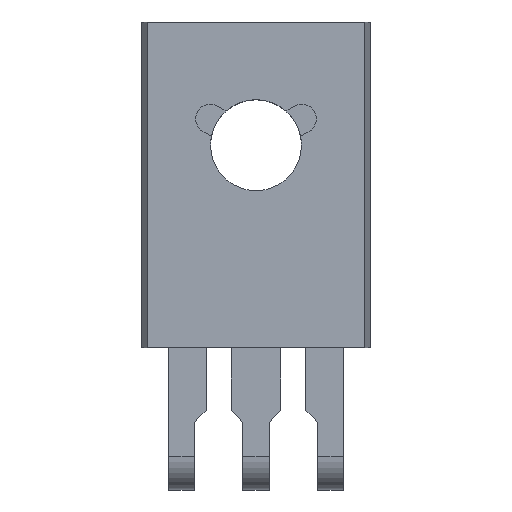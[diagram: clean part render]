
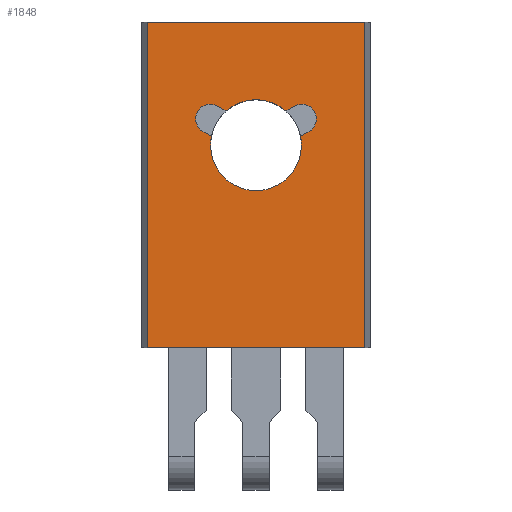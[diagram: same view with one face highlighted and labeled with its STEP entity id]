
A CAD part, top view. The second image highlights one B-rep face of the part: STEP entity #1848.
In plain terms, the highlighted planar face has unit normal (0, 0, 1).
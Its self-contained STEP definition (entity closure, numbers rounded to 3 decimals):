
#1431=CARTESIAN_POINT('',(-1.55,11.43,3.0));
#1432=VERTEX_POINT('',#1431);
#1448=CARTESIAN_POINT('',(1.55,11.43,3.0));
#1449=VERTEX_POINT('',#1448);
#1456=CARTESIAN_POINT('',(1.521,11.731,3.0));
#1457=VERTEX_POINT('',#1456);
#1458=CARTESIAN_POINT('',(0.0,11.43,3.0));
#1459=DIRECTION('',(0.0,0.0,-1.0));
#1460=DIRECTION('',(-1.0,0.0,0.0));
#1461=AXIS2_PLACEMENT_3D('',#1458,#1459,#1460);
#1462=CIRCLE('',#1461,1.55);
#1463=EDGE_CURVE('',#1457,#1449,#1462,.T.);
#1482=CARTESIAN_POINT('',(1.021,12.597,3.0));
#1483=VERTEX_POINT('',#1482);
#1490=CARTESIAN_POINT('',(-1.021,12.597,3.0));
#1491=VERTEX_POINT('',#1490);
#1492=CARTESIAN_POINT('',(0.0,11.43,3.0));
#1493=DIRECTION('',(0.0,0.0,-1.0));
#1494=DIRECTION('',(-1.0,0.0,0.0));
#1495=AXIS2_PLACEMENT_3D('',#1492,#1493,#1494);
#1496=CIRCLE('',#1495,1.55);
#1497=EDGE_CURVE('',#1491,#1483,#1496,.T.);
#1516=CARTESIAN_POINT('',(-1.521,11.731,3.0));
#1517=VERTEX_POINT('',#1516);
#1524=CARTESIAN_POINT('',(0.0,11.43,3.0));
#1525=DIRECTION('',(0.0,0.0,-1.0));
#1526=DIRECTION('',(-1.0,0.0,0.0));
#1527=AXIS2_PLACEMENT_3D('',#1524,#1525,#1526);
#1528=CIRCLE('',#1527,1.55);
#1529=EDGE_CURVE('',#1432,#1517,#1528,.T.);
#1687=CARTESIAN_POINT('',(3.7,15.63,3.0));
#1688=VERTEX_POINT('',#1687);
#1695=CARTESIAN_POINT('',(3.7,4.53,3.0));
#1696=VERTEX_POINT('',#1695);
#1697=CARTESIAN_POINT('',(3.7,15.63,3.0));
#1698=DIRECTION('',(0.0,-1.0,0.0));
#1699=VECTOR('',#1698,11.1);
#1700=LINE('',#1697,#1699);
#1701=EDGE_CURVE('',#1688,#1696,#1700,.T.);
#1726=CARTESIAN_POINT('',(-3.7,4.53,3.0));
#1727=VERTEX_POINT('',#1726);
#1728=CARTESIAN_POINT('',(-3.7,4.53,3.0));
#1729=DIRECTION('',(1.0,0.0,0.0));
#1730=VECTOR('',#1729,7.4);
#1731=LINE('',#1728,#1730);
#1732=EDGE_CURVE('',#1727,#1696,#1731,.T.);
#1767=CARTESIAN_POINT('',(0.,10.08,3.0));
#1768=DIRECTION('',(0.0,0.0,1.0));
#1769=DIRECTION('',(1.0,0.0,0.0));
#1770=AXIS2_PLACEMENT_3D('',#1767,#1768,#1769);
#1771=PLANE('',#1770);
#1772=ORIENTED_EDGE('',*,*,#1701,.F.);
#1773=CARTESIAN_POINT('',(-3.7,15.63,3.0));
#1774=VERTEX_POINT('',#1773);
#1775=CARTESIAN_POINT('',(3.7,15.63,3.0));
#1776=DIRECTION('',(-1.0,0.0,0.0));
#1777=VECTOR('',#1776,7.4);
#1778=LINE('',#1775,#1777);
#1779=EDGE_CURVE('',#1688,#1774,#1778,.T.);
#1780=ORIENTED_EDGE('',*,*,#1779,.T.);
#1781=CARTESIAN_POINT('',(-3.7,4.53,3.0));
#1782=DIRECTION('',(0.0,1.0,0.0));
#1783=VECTOR('',#1782,11.1);
#1784=LINE('',#1781,#1783);
#1785=EDGE_CURVE('',#1727,#1774,#1784,.T.);
#1786=ORIENTED_EDGE('',*,*,#1785,.F.);
#1787=ORIENTED_EDGE('',*,*,#1732,.T.);
#1788=EDGE_LOOP('',(#1772,#1780,#1786,#1787));
#1789=FACE_OUTER_BOUND('',#1788,.T.);
#1790=CARTESIAN_POINT('',(1.309,12.763,3.0));
#1791=VERTEX_POINT('',#1790);
#1792=CARTESIAN_POINT('',(1.021,12.597,3.0));
#1793=DIRECTION('',(0.866,0.5,0.0));
#1794=VECTOR('',#1793,0.333);
#1795=LINE('',#1792,#1794);
#1796=EDGE_CURVE('',#1483,#1791,#1795,.T.);
#1797=ORIENTED_EDGE('',*,*,#1796,.T.);
#1798=CARTESIAN_POINT('',(1.809,11.897,3.0));
#1799=VERTEX_POINT('',#1798);
#1800=CARTESIAN_POINT('',(1.559,12.33,3.0));
#1801=DIRECTION('',(0.0,0.0,-1.0));
#1802=DIRECTION('',(-0.5,0.866,0.0));
#1803=AXIS2_PLACEMENT_3D('',#1800,#1801,#1802);
#1804=CIRCLE('',#1803,0.5);
#1805=EDGE_CURVE('',#1791,#1799,#1804,.T.);
#1806=ORIENTED_EDGE('',*,*,#1805,.T.);
#1807=CARTESIAN_POINT('',(1.809,11.897,3.0));
#1808=DIRECTION('',(-0.866,-0.5,0.0));
#1809=VECTOR('',#1808,0.333);
#1810=LINE('',#1807,#1809);
#1811=EDGE_CURVE('',#1799,#1457,#1810,.T.);
#1812=ORIENTED_EDGE('',*,*,#1811,.T.);
#1813=ORIENTED_EDGE('',*,*,#1463,.T.);
#1814=CARTESIAN_POINT('',(0.0,11.43,3.0));
#1815=DIRECTION('',(0.0,0.0,-1.0));
#1816=DIRECTION('',(-1.0,0.0,0.0));
#1817=AXIS2_PLACEMENT_3D('',#1814,#1815,#1816);
#1818=CIRCLE('',#1817,1.55);
#1819=EDGE_CURVE('',#1449,#1432,#1818,.T.);
#1820=ORIENTED_EDGE('',*,*,#1819,.T.);
#1821=ORIENTED_EDGE('',*,*,#1529,.T.);
#1822=CARTESIAN_POINT('',(-1.809,11.897,3.0));
#1823=VERTEX_POINT('',#1822);
#1824=CARTESIAN_POINT('',(-1.521,11.731,3.0));
#1825=DIRECTION('',(-0.866,0.5,0.0));
#1826=VECTOR('',#1825,0.333);
#1827=LINE('',#1824,#1826);
#1828=EDGE_CURVE('',#1517,#1823,#1827,.T.);
#1829=ORIENTED_EDGE('',*,*,#1828,.T.);
#1830=CARTESIAN_POINT('',(-1.309,12.763,3.0));
#1831=VERTEX_POINT('',#1830);
#1832=CARTESIAN_POINT('',(-1.559,12.33,3.0));
#1833=DIRECTION('',(0.0,0.0,-1.0));
#1834=DIRECTION('',(0.5,0.866,0.0));
#1835=AXIS2_PLACEMENT_3D('',#1832,#1833,#1834);
#1836=CIRCLE('',#1835,0.5);
#1837=EDGE_CURVE('',#1823,#1831,#1836,.T.);
#1838=ORIENTED_EDGE('',*,*,#1837,.T.);
#1839=CARTESIAN_POINT('',(-1.309,12.763,3.0));
#1840=DIRECTION('',(0.866,-0.5,0.0));
#1841=VECTOR('',#1840,0.333);
#1842=LINE('',#1839,#1841);
#1843=EDGE_CURVE('',#1831,#1491,#1842,.T.);
#1844=ORIENTED_EDGE('',*,*,#1843,.T.);
#1845=ORIENTED_EDGE('',*,*,#1497,.T.);
#1846=EDGE_LOOP('',(#1797,#1806,#1812,#1813,#1820,#1821,#1829,#1838,#1844,#1845));
#1847=FACE_BOUND('',#1846,.T.);
#1848=ADVANCED_FACE('',(#1789,#1847),#1771,.T.);
